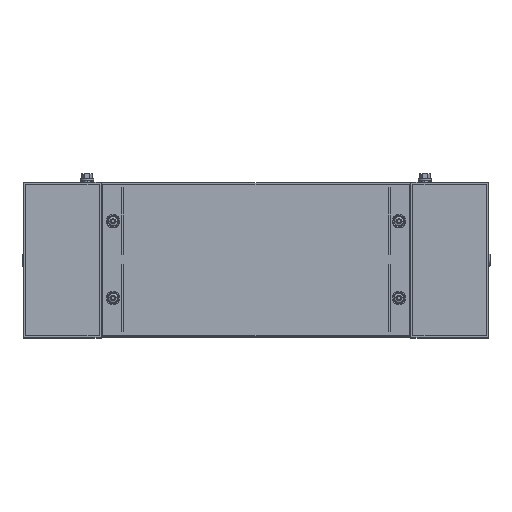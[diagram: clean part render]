
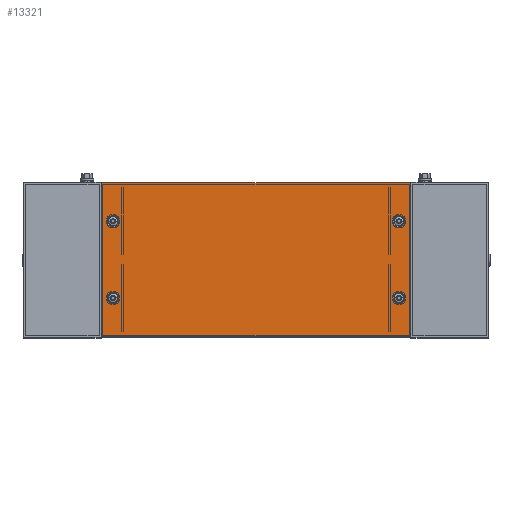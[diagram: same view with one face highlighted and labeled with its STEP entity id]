
A CAD part, top view. The second image highlights one B-rep face of the part: STEP entity #13321.
In plain terms, the highlighted face is planar.
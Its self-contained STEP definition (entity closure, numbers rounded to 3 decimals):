
#222 = CARTESIAN_POINT ( 'NONE',  ( 123.191, -149.5, 0. ) ) ;
#289 = AXIS2_PLACEMENT_3D ( 'NONE', #11254, #11449, #14067 ) ;
#731 = ORIENTED_EDGE ( 'NONE', *, *, #12456, .T. ) ;
#866 = ORIENTED_EDGE ( 'NONE', *, *, #18778, .T. ) ;
#1031 = FACE_BOUND ( 'NONE', #16259, .T. ) ;
#1133 = FACE_BOUND ( 'NONE', #12173, .T. ) ;
#1308 = LINE ( 'NONE', #11643, #10763 ) ;
#1406 = EDGE_CURVE ( 'NONE', #14724, #3938, #7022, .T. ) ;
#1502 = CARTESIAN_POINT ( 'NONE',  ( 101., -1., 0. ) ) ;
#1744 = DIRECTION ( 'NONE',  ( 1., 0., 0. ) ) ;
#1844 = AXIS2_PLACEMENT_3D ( 'NONE', #11380, #17325, #5596 ) ;
#2067 = EDGE_LOOP ( 'NONE', ( #731, #12675 ) ) ;
#2473 = DIRECTION ( 'NONE',  ( 0., -1., 0. ) ) ;
#2576 = FACE_BOUND ( 'NONE', #17746, .T. ) ;
#2597 = DIRECTION ( 'NONE',  ( 1., 0., 0. ) ) ;
#2763 = CARTESIAN_POINT ( 'NONE',  ( 484.5, -50.5, 0. ) ) ;
#2939 = VERTEX_POINT ( 'NONE', #1502 ) ;
#3210 = ORIENTED_EDGE ( 'NONE', *, *, #7525, .T. ) ;
#3631 = CARTESIAN_POINT ( 'NONE',  ( 484.5, -149.5, 0. ) ) ;
#3647 = VERTEX_POINT ( 'NONE', #6185 ) ;
#3825 = LINE ( 'NONE', #8302, #9758 ) ;
#3938 = VERTEX_POINT ( 'NONE', #9205 ) ;
#4315 = DIRECTION ( 'NONE',  ( 0., 1., 0. ) ) ;
#4319 = CARTESIAN_POINT ( 'NONE',  ( 115.5, -149.5, 0. ) ) ;
#4604 = DIRECTION ( 'NONE',  ( 0., 0., 1. ) ) ;
#4706 = CARTESIAN_POINT ( 'NONE',  ( 499., -199., 0. ) ) ;
#4751 = CARTESIAN_POINT ( 'NONE',  ( 484.5, -149.5, 0. ) ) ;
#4756 = ORIENTED_EDGE ( 'NONE', *, *, #15766, .T. ) ;
#4778 = DIRECTION ( 'NONE',  ( 1., 0., 0. ) ) ;
#4881 = CARTESIAN_POINT ( 'NONE',  ( 123.191, -50.5, 0. ) ) ;
#4937 = VECTOR ( 'NONE', #9122, 1000. ) ;
#5294 = EDGE_CURVE ( 'NONE', #7591, #3647, #7133, .T. ) ;
#5304 = FACE_BOUND ( 'NONE', #2067, .T. ) ;
#5588 = ORIENTED_EDGE ( 'NONE', *, *, #7418, .F. ) ;
#5596 = DIRECTION ( 'NONE',  ( 1., 0., 0. ) ) ;
#5680 = FACE_OUTER_BOUND ( 'NONE', #16540, .T. ) ;
#6114 = CARTESIAN_POINT ( 'NONE',  ( 115.5, -50.5, 0. ) ) ;
#6185 = CARTESIAN_POINT ( 'NONE',  ( 107.809, -50.5, 0. ) ) ;
#6240 = EDGE_CURVE ( 'NONE', #18468, #15403, #6624, .T. ) ;
#6357 = CARTESIAN_POINT ( 'NONE',  ( 484.5, -50.5, 0. ) ) ;
#6624 = CIRCLE ( 'NONE', #15354, 7.691 ) ;
#6640 = CIRCLE ( 'NONE', #17574, 7.691 ) ;
#7022 = CIRCLE ( 'NONE', #17030, 7.691 ) ;
#7045 = PLANE ( 'NONE',  #1844 ) ;
#7133 = CIRCLE ( 'NONE', #8074, 7.691 ) ;
#7418 = EDGE_CURVE ( 'NONE', #2939, #16059, #3825, .T. ) ;
#7525 = EDGE_CURVE ( 'NONE', #15403, #18468, #11947, .T. ) ;
#7591 = VERTEX_POINT ( 'NONE', #4881 ) ;
#7756 = CARTESIAN_POINT ( 'NONE',  ( 101., -199., 0. ) ) ;
#7977 = AXIS2_PLACEMENT_3D ( 'NONE', #4319, #4604, #16230 ) ;
#8074 = AXIS2_PLACEMENT_3D ( 'NONE', #6114, #16570, #1744 ) ;
#8254 = VERTEX_POINT ( 'NONE', #12368 ) ;
#8302 = CARTESIAN_POINT ( 'NONE',  ( 101., -1., 0. ) ) ;
#8307 = ORIENTED_EDGE ( 'NONE', *, *, #17691, .F. ) ;
#8428 = DIRECTION ( 'NONE',  ( 0., 0., 1. ) ) ;
#8692 = DIRECTION ( 'NONE',  ( 0., 0., 1. ) ) ;
#9122 = DIRECTION ( 'NONE',  ( -1., 0., 0. ) ) ;
#9205 = CARTESIAN_POINT ( 'NONE',  ( 107.809, -149.5, 0. ) ) ;
#9568 = VERTEX_POINT ( 'NONE', #11956 ) ;
#9758 = VECTOR ( 'NONE', #2473, 1000. ) ;
#10178 = DIRECTION ( 'NONE',  ( 1., 0., 0. ) ) ;
#10292 = EDGE_CURVE ( 'NONE', #16059, #14310, #14648, .T. ) ;
#10763 = VECTOR ( 'NONE', #4315, 1000. ) ;
#10963 = DIRECTION ( 'NONE',  ( 1., 0., 0. ) ) ;
#11254 = CARTESIAN_POINT ( 'NONE',  ( 115.5, -50.5, 0. ) ) ;
#11380 = CARTESIAN_POINT ( 'NONE',  ( 0., 0., 0. ) ) ;
#11449 = DIRECTION ( 'NONE',  ( 0., 0., 1. ) ) ;
#11643 = CARTESIAN_POINT ( 'NONE',  ( 499., -1., 0. ) ) ;
#11947 = CIRCLE ( 'NONE', #17563, 7.691 ) ;
#11956 = CARTESIAN_POINT ( 'NONE',  ( 476.809, -149.5, 0. ) ) ;
#12129 = DIRECTION ( 'NONE',  ( 0., 0., 1. ) ) ;
#12173 = EDGE_LOOP ( 'NONE', ( #14970, #3210 ) ) ;
#12368 = CARTESIAN_POINT ( 'NONE',  ( 492.191, -149.5, 0. ) ) ;
#12456 = EDGE_CURVE ( 'NONE', #3647, #7591, #16149, .T. ) ;
#12675 = ORIENTED_EDGE ( 'NONE', *, *, #5294, .T. ) ;
#12973 = EDGE_CURVE ( 'NONE', #17059, #2939, #13619, .T. ) ;
#13321 = ADVANCED_FACE ( 'NONE', ( #1031, #2576, #1133, #5304, #5680 ), #7045, .F. ) ;
#13341 = ORIENTED_EDGE ( 'NONE', *, *, #1406, .T. ) ;
#13619 = LINE ( 'NONE', #17917, #4937 ) ;
#14021 = CARTESIAN_POINT ( 'NONE',  ( 476.809, -50.5, 0. ) ) ;
#14067 = DIRECTION ( 'NONE',  ( 1., 0., 0. ) ) ;
#14310 = VERTEX_POINT ( 'NONE', #4706 ) ;
#14648 = LINE ( 'NONE', #19220, #18293 ) ;
#14724 = VERTEX_POINT ( 'NONE', #222 ) ;
#14774 = ORIENTED_EDGE ( 'NONE', *, *, #18629, .T. ) ;
#14959 = CARTESIAN_POINT ( 'NONE',  ( 492.191, -50.5, 0. ) ) ;
#14970 = ORIENTED_EDGE ( 'NONE', *, *, #6240, .T. ) ;
#15004 = DIRECTION ( 'NONE',  ( 0., 0., 1. ) ) ;
#15296 = DIRECTION ( 'NONE',  ( 1., 0., 0. ) ) ;
#15354 = AXIS2_PLACEMENT_3D ( 'NONE', #6357, #18280, #10963 ) ;
#15403 = VERTEX_POINT ( 'NONE', #14959 ) ;
#15463 = CIRCLE ( 'NONE', #7977, 7.691 ) ;
#15766 = EDGE_CURVE ( 'NONE', #8254, #9568, #6640, .T. ) ;
#16059 = VERTEX_POINT ( 'NONE', #7756 ) ;
#16149 = CIRCLE ( 'NONE', #289, 7.691 ) ;
#16204 = ORIENTED_EDGE ( 'NONE', *, *, #10292, .F. ) ;
#16230 = DIRECTION ( 'NONE',  ( 1., 0., 0. ) ) ;
#16259 = EDGE_LOOP ( 'NONE', ( #866, #4756 ) ) ;
#16352 = ORIENTED_EDGE ( 'NONE', *, *, #12973, .F. ) ;
#16540 = EDGE_LOOP ( 'NONE', ( #5588, #16352, #8307, #16204 ) ) ;
#16570 = DIRECTION ( 'NONE',  ( 0., 0., 1. ) ) ;
#17030 = AXIS2_PLACEMENT_3D ( 'NONE', #19062, #8428, #2597 ) ;
#17059 = VERTEX_POINT ( 'NONE', #17576 ) ;
#17325 = DIRECTION ( 'NONE',  ( 0., 0., 1. ) ) ;
#17563 = AXIS2_PLACEMENT_3D ( 'NONE', #2763, #8692, #4778 ) ;
#17574 = AXIS2_PLACEMENT_3D ( 'NONE', #4751, #15004, #15296 ) ;
#17576 = CARTESIAN_POINT ( 'NONE',  ( 499., -1., 0. ) ) ;
#17691 = EDGE_CURVE ( 'NONE', #14310, #17059, #1308, .T. ) ;
#17746 = EDGE_LOOP ( 'NONE', ( #14774, #13341 ) ) ;
#17917 = CARTESIAN_POINT ( 'NONE',  ( 101., -1., 0. ) ) ;
#17955 = CIRCLE ( 'NONE', #17978, 7.691 ) ;
#17978 = AXIS2_PLACEMENT_3D ( 'NONE', #3631, #12129, #18085 ) ;
#18085 = DIRECTION ( 'NONE',  ( 1., 0., 0. ) ) ;
#18280 = DIRECTION ( 'NONE',  ( 0., 0., 1. ) ) ;
#18293 = VECTOR ( 'NONE', #10178, 1000. ) ;
#18468 = VERTEX_POINT ( 'NONE', #14021 ) ;
#18629 = EDGE_CURVE ( 'NONE', #3938, #14724, #15463, .T. ) ;
#18778 = EDGE_CURVE ( 'NONE', #9568, #8254, #17955, .T. ) ;
#19062 = CARTESIAN_POINT ( 'NONE',  ( 115.5, -149.5, 0. ) ) ;
#19220 = CARTESIAN_POINT ( 'NONE',  ( 101., -199., 0. ) ) ;
